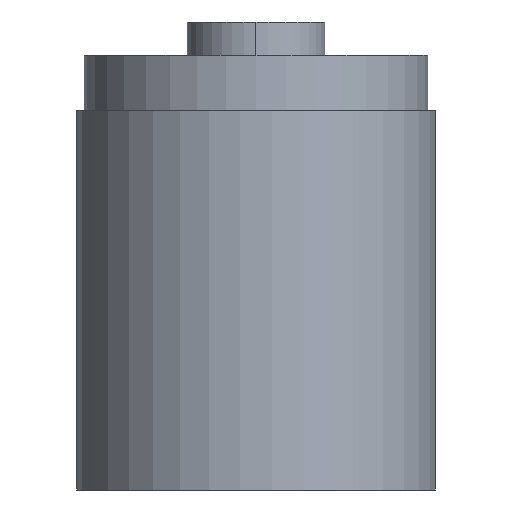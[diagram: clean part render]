
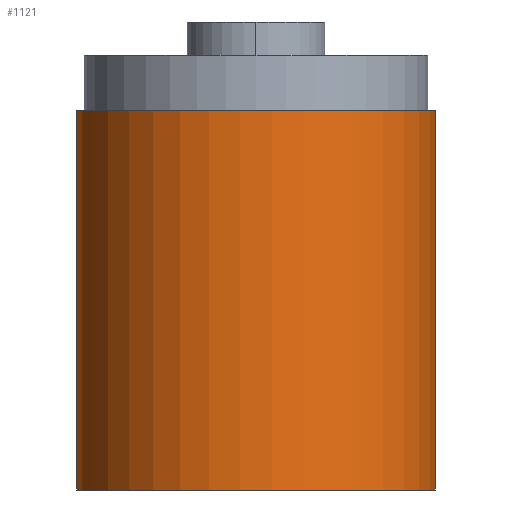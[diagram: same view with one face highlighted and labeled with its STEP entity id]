
A CAD part, front view. The second image highlights one B-rep face of the part: STEP entity #1121.
In plain terms, the highlighted cylindrical face has radius 20.777 mm (diameter 41.554 mm), a partial arc.
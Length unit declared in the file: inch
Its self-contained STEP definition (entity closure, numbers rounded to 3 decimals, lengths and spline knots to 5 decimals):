
#175=CARTESIAN_POINT('',(0.,0.,0.));
#176=DIRECTION('',(0.,0.,1.));
#177=DIRECTION('',(-0.966,0.259,0.));
#178=AXIS2_PLACEMENT_3D('',#175,#176,#177);
#277=DIRECTION('',(0.,0.,1.));
#278=VECTOR('',#277,1.723);
#279=CARTESIAN_POINT('',(0.79017,0.21154,0.));
#280=LINE('',#279,#278);
#284=DIRECTION('',(0.,0.,1.));
#285=VECTOR('',#284,1.723);
#286=CARTESIAN_POINT('',(-0.79017,0.21154,0.));
#287=LINE('',#286,#285);
#312=CARTESIAN_POINT('',(0.,0.,1.723));
#313=DIRECTION('',(0.,0.,1.));
#314=DIRECTION('',(-0.966,0.259,0.));
#315=AXIS2_PLACEMENT_3D('',#312,#313,#314);
#830=CARTESIAN_POINT('',(-0.79017,0.21154,0.));
#831=VERTEX_POINT('',#830);
#832=CARTESIAN_POINT('',(0.79017,0.21154,0.));
#833=VERTEX_POINT('',#832);
#838=CARTESIAN_POINT('',(-0.79017,0.21154,1.723));
#839=VERTEX_POINT('',#838);
#840=CARTESIAN_POINT('',(0.79017,0.21154,1.723));
#841=VERTEX_POINT('',#840);
#1108=CARTESIAN_POINT('',(0.,0.,0.));
#1109=DIRECTION('',(0.,0.,1.));
#1110=DIRECTION('',(1.,0.,0.));
#1111=AXIS2_PLACEMENT_3D('',#1108,#1109,#1110);
#1112=CYLINDRICAL_SURFACE('',#1111,0.818);
#1113=ORIENTED_EDGE('',*,*,#1043,.F.);
#1115=ORIENTED_EDGE('',*,*,#1114,.T.);
#1117=ORIENTED_EDGE('',*,*,#1116,.T.);
#1118=ORIENTED_EDGE('',*,*,#1100,.F.);
#1119=EDGE_LOOP('',(#1113,#1115,#1117,#1118));
#1120=FACE_OUTER_BOUND('',#1119,.F.);
#1121=ADVANCED_FACE('',(#1120),#1112,.T.);
#179=CIRCLE('',#178,0.818);
#316=CIRCLE('',#315,0.818);
#1043=EDGE_CURVE('',#831,#833,#179,.T.);
#1100=EDGE_CURVE('',#833,#841,#280,.T.);
#1114=EDGE_CURVE('',#831,#839,#287,.T.);
#1116=EDGE_CURVE('',#839,#841,#316,.T.);
